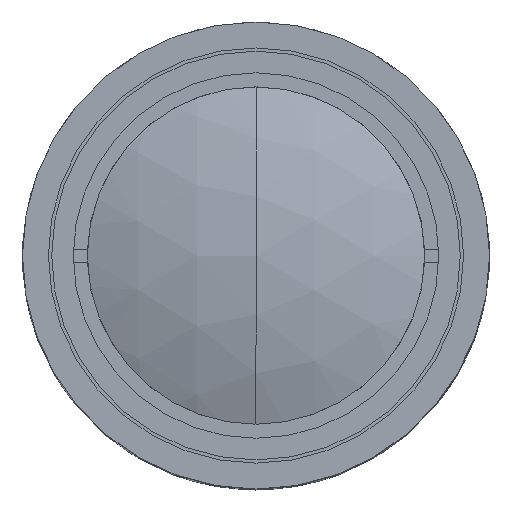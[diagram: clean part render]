
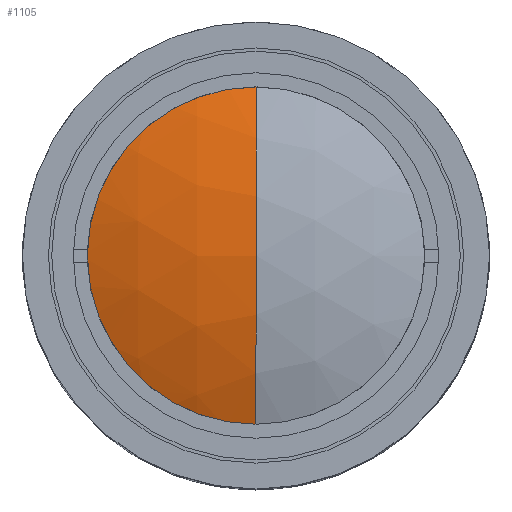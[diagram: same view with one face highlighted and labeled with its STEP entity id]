
A CAD part, top view. The second image highlights one B-rep face of the part: STEP entity #1105.
In plain terms, the highlighted spherical face has radius 55.548 mm.
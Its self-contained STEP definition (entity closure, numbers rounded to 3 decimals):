
#126 = DIRECTION ( 'NONE',  ( 1., 0., 0. ) ) ;
#166 = AXIS2_PLACEMENT_3D ( 'NONE', #8795, #17285, #14562 ) ;
#437 = DIRECTION ( 'NONE',  ( 0., -1., 0. ) ) ;
#1105 = ADVANCED_FACE ( 'NONE', ( #10068 ), #15635, .T. ) ;
#1713 = VERTEX_POINT ( 'NONE', #3436 ) ;
#2639 = VERTEX_POINT ( 'NONE', #12906 ) ;
#2870 = DIRECTION ( 'NONE',  ( 0., 0., 1. ) ) ;
#3436 = CARTESIAN_POINT ( 'NONE',  ( 0., 0., 0. ) ) ;
#3802 = DIRECTION ( 'NONE',  ( 0., 0., -1. ) ) ;
#3895 = CIRCLE ( 'NONE', #16975, 55.548 ) ;
#4594 = VERTEX_POINT ( 'NONE', #12008 ) ;
#4924 = EDGE_CURVE ( 'NONE', #2639, #14911, #7131, .T. ) ;
#5215 = CARTESIAN_POINT ( 'NONE',  ( -20.146, 0., -3.782 ) ) ;
#5341 = DIRECTION ( 'NONE',  ( 1., 0., 0. ) ) ;
#5483 = CARTESIAN_POINT ( 'NONE',  ( 0., 0., -3.782 ) ) ;
#6035 = DIRECTION ( 'NONE',  ( 0., 0., 1. ) ) ;
#6152 = EDGE_CURVE ( 'NONE', #14911, #4594, #10363, .T. ) ;
#6691 = EDGE_CURVE ( 'NONE', #2639, #1713, #13469, .T. ) ;
#6873 = AXIS2_PLACEMENT_3D ( 'NONE', #13122, #6035, #12937 ) ;
#7131 = CIRCLE ( 'NONE', #9171, 20.146 ) ;
#7545 = ORIENTED_EDGE ( 'NONE', *, *, #6152, .T. ) ;
#8512 = AXIS2_PLACEMENT_3D ( 'NONE', #16268, #5341, #3802 ) ;
#8795 = CARTESIAN_POINT ( 'NONE',  ( 0., 0., -55.548 ) ) ;
#9171 = AXIS2_PLACEMENT_3D ( 'NONE', #5483, #2870, #126 ) ;
#9630 = EDGE_CURVE ( 'NONE', #4594, #1713, #3895, .T. ) ;
#10049 = EDGE_LOOP ( 'NONE', ( #15263, #7545, #13985, #13529 ) ) ;
#10068 = FACE_OUTER_BOUND ( 'NONE', #10049, .T. ) ;
#10363 = CIRCLE ( 'NONE', #6873, 20.146 ) ;
#12008 = CARTESIAN_POINT ( 'NONE',  ( 0., -20.146, -3.782 ) ) ;
#12906 = CARTESIAN_POINT ( 'NONE',  ( 0., 20.146, -3.782 ) ) ;
#12937 = DIRECTION ( 'NONE',  ( 1., 0., 0. ) ) ;
#13122 = CARTESIAN_POINT ( 'NONE',  ( 0., 0., -3.782 ) ) ;
#13469 = CIRCLE ( 'NONE', #8512, 55.548 ) ;
#13529 = ORIENTED_EDGE ( 'NONE', *, *, #6691, .F. ) ;
#13985 = ORIENTED_EDGE ( 'NONE', *, *, #9630, .T. ) ;
#14562 = DIRECTION ( 'NONE',  ( 0., 1., 0. ) ) ;
#14911 = VERTEX_POINT ( 'NONE', #5215 ) ;
#15263 = ORIENTED_EDGE ( 'NONE', *, *, #4924, .T. ) ;
#15635 = SPHERICAL_SURFACE ( 'NONE', #166, 55.548 ) ;
#15703 = CARTESIAN_POINT ( 'NONE',  ( 0., 0., -55.548 ) ) ;
#15797 = DIRECTION ( 'NONE',  ( -1., 0., 0. ) ) ;
#16268 = CARTESIAN_POINT ( 'NONE',  ( 0., 0., -55.548 ) ) ;
#16975 = AXIS2_PLACEMENT_3D ( 'NONE', #15703, #15797, #437 ) ;
#17285 = DIRECTION ( 'NONE',  ( -1., 0., 0. ) ) ;
